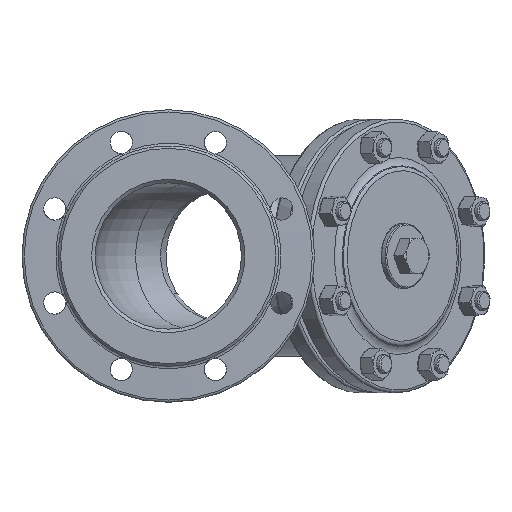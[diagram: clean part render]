
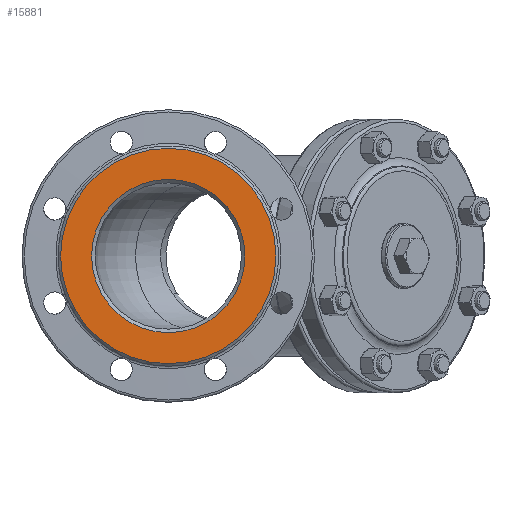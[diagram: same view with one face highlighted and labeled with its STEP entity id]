
A CAD part, left-side view. The second image highlights one B-rep face of the part: STEP entity #15881.
In plain terms, the highlighted planar face has unit normal (-1, 0, 0).
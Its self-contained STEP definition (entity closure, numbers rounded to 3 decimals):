
#535=PLANE('',#17007);
#843=FACE_BOUND('',#3725,.T.);
#1303=CIRCLE('',#16867,65.5);
#1332=CIRCLE('',#16928,92.);
#2554=FACE_OUTER_BOUND('',#3724,.T.);
#3724=EDGE_LOOP('',(#13368));
#3725=EDGE_LOOP('',(#13369));
#7567=VERTEX_POINT('',#32792);
#7648=VERTEX_POINT('',#35153);
#9534=EDGE_CURVE('',#7567,#7567,#1303,.T.);
#9628=EDGE_CURVE('',#7648,#7648,#1332,.T.);
#13368=ORIENTED_EDGE('',*,*,#9628,.T.);
#13369=ORIENTED_EDGE('',*,*,#9534,.T.);
#15881=ADVANCED_FACE('',(#2554,#843),#535,.T.);
#16867=AXIS2_PLACEMENT_3D('',#32793,#19374,#19375);
#16928=AXIS2_PLACEMENT_3D('',#35154,#19496,#19497);
#17007=AXIS2_PLACEMENT_3D('',#41147,#19660,#19661);
#19374=DIRECTION('center_axis',(1.,0.,0.));
#19375=DIRECTION('ref_axis',(0.,0.,
-1.));
#19496=DIRECTION('center_axis',(-1.,0.,0.));
#19497=DIRECTION('ref_axis',(0.,0.,
-1.));
#19660=DIRECTION('center_axis',(-1.,0.,0.));
#19661=DIRECTION('ref_axis',(0.,0.,-1.));
#32792=CARTESIAN_POINT('',(0.,65.5,0.));
#32793=CARTESIAN_POINT('Origin',(0.,0.,0.));
#35153=CARTESIAN_POINT('',(0.,0.,-92.));
#35154=CARTESIAN_POINT('Origin',(0.,0.,0.));
#41147=CARTESIAN_POINT('Origin',(0.,0.,0.));
